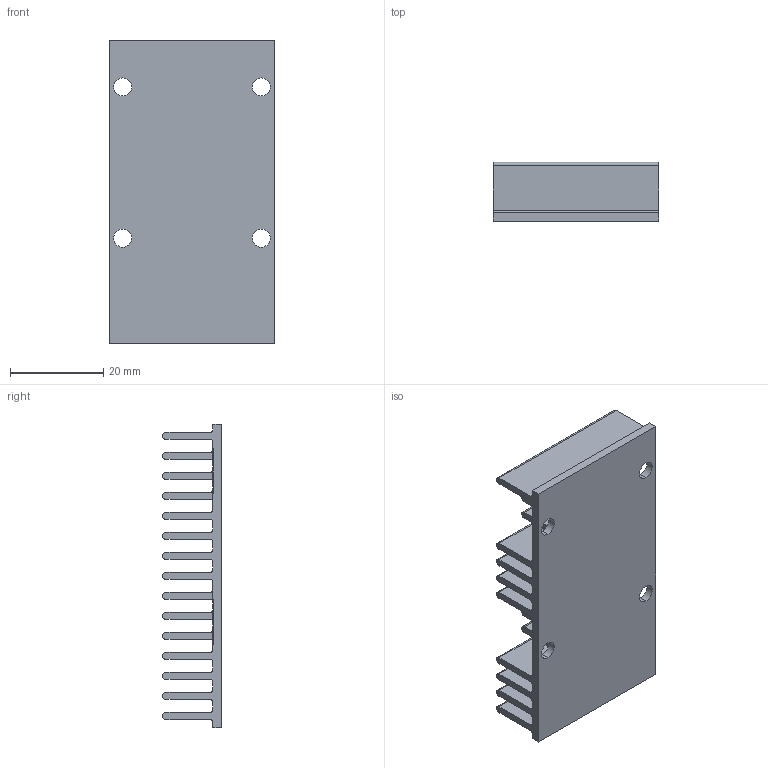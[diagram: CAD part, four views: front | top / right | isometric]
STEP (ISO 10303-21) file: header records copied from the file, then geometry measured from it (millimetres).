
FILE_DESCRIPTION (( 'STEP AP203' ), '1' );
FILE_NAME ('43809-06.STEP', '2016-05-04T14:39:47', ( 'Vicor User' ), ( 'Microsoft' ), 'SwSTEP 2.0', 'SolidWorks 2015', '' );
FILE_SCHEMA (( 'CONFIG_CONTROL_DESIGN' ));
Length unit declared in the file: millimetre
Products named in the file (2): Copy of 43812^43810; 43809-06
Assembly tree (1 placements, depth 2):
  43809-06
    Copy of 43812^43810
Bounding box: 35.56 x 12.7 x 65.11 mm (x, y, z)
Volume: 11462.2 mm3; surface area: 14563.6 mm2
Topology: 1 solids, 1 shells, 127 faces, 358 edges, 238 vertices
Faces by surface type: plane 70, cylinder 57
Entity records: 4344 total; most frequent: DIRECTION 736, CARTESIAN_POINT 727, ORIENTED_EDGE 716, EDGE_CURVE 358, AXIS2_PLACEMENT_3D 247, VECTOR 242, LINE 242, VERTEX_POINT 238
